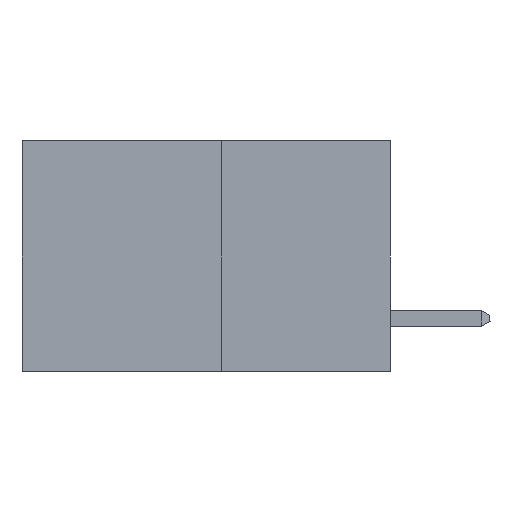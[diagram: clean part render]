
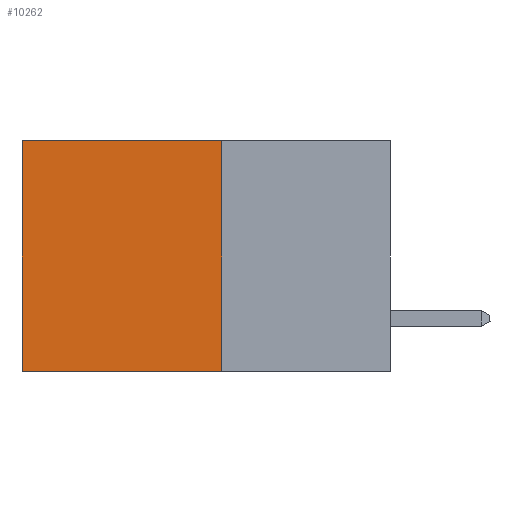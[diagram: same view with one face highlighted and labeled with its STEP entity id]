
A CAD part, left-side view. The second image highlights one B-rep face of the part: STEP entity #10262.
In plain terms, the highlighted planar face has unit normal (-1, 0, 0).
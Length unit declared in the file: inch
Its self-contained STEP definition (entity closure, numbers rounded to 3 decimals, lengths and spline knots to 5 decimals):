
#200 = VERTEX_POINT ( 'NONE', #19482 ) ;
#615 = VERTEX_POINT ( 'NONE', #12707 ) ;
#1358 = VECTOR ( 'NONE', #22731, 39.37008 ) ;
#1922 = ORIENTED_EDGE ( 'NONE', *, *, #3210, .T. ) ;
#2407 = DIRECTION ( 'NONE',  ( 1., 0., 0. ) ) ;
#3146 = FACE_OUTER_BOUND ( 'NONE', #24367, .T. ) ;
#3210 = EDGE_CURVE ( 'NONE', #9134, #16496, #7176, .T. ) ;
#4713 = CARTESIAN_POINT ( 'NONE',  ( 0.277, 0.59, -0.37 ) ) ;
#5339 = CARTESIAN_POINT ( 'NONE',  ( 0.277, 0.27, 0. ) ) ;
#7176 = LINE ( 'NONE', #25254, #20663 ) ;
#8466 = DIRECTION ( 'NONE',  ( 0., 0., -1. ) ) ;
#8489 = LINE ( 'NONE', #12388, #28748 ) ;
#9134 = VERTEX_POINT ( 'NONE', #21971 ) ;
#9997 = PLANE ( 'NONE',  #13321 ) ;
#10262 = ADVANCED_FACE ( 'NONE', ( #3146 ), #9997, .F. ) ;
#11389 = ORIENTED_EDGE ( 'NONE', *, *, #31449, .F. ) ;
#11480 = ORIENTED_EDGE ( 'NONE', *, *, #19207, .F. ) ;
#12388 = CARTESIAN_POINT ( 'NONE',  ( 0.277, 0.27, -0.37 ) ) ;
#12707 = CARTESIAN_POINT ( 'NONE',  ( 0.277, 0.27, -0.37 ) ) ;
#13321 = AXIS2_PLACEMENT_3D ( 'NONE', #30237, #2407, #20160 ) ;
#16496 = VERTEX_POINT ( 'NONE', #4713 ) ;
#17343 = EDGE_CURVE ( 'NONE', #200, #9134, #20574, .T. ) ;
#17653 = ORIENTED_EDGE ( 'NONE', *, *, #17343, .T. ) ;
#19207 = EDGE_CURVE ( 'NONE', #200, #615, #27630, .T. ) ;
#19482 = CARTESIAN_POINT ( 'NONE',  ( 0.277, 0.27, 0. ) ) ;
#19757 = VECTOR ( 'NONE', #28203, 39.37008 ) ;
#20118 = CARTESIAN_POINT ( 'NONE',  ( 0.277, 0.27, -0.37 ) ) ;
#20160 = DIRECTION ( 'NONE',  ( 0., 0., -1. ) ) ;
#20574 = LINE ( 'NONE', #5339, #19757 ) ;
#20663 = VECTOR ( 'NONE', #8466, 39.37008 ) ;
#21971 = CARTESIAN_POINT ( 'NONE',  ( 0.277, 0.59, 0. ) ) ;
#22731 = DIRECTION ( 'NONE',  ( 0., 0., -1. ) ) ;
#24367 = EDGE_LOOP ( 'NONE', ( #1922, #11389, #11480, #17653 ) ) ;
#25254 = CARTESIAN_POINT ( 'NONE',  ( 0.277, 0.59, -0.37 ) ) ;
#27581 = DIRECTION ( 'NONE',  ( 0., 1., 0. ) ) ;
#27630 = LINE ( 'NONE', #20118, #1358 ) ;
#28203 = DIRECTION ( 'NONE',  ( 0., 1., 0. ) ) ;
#28748 = VECTOR ( 'NONE', #27581, 39.37008 ) ;
#30237 = CARTESIAN_POINT ( 'NONE',  ( 0.277, 0.27, -0.37 ) ) ;
#31449 = EDGE_CURVE ( 'NONE', #615, #16496, #8489, .T. ) ;
